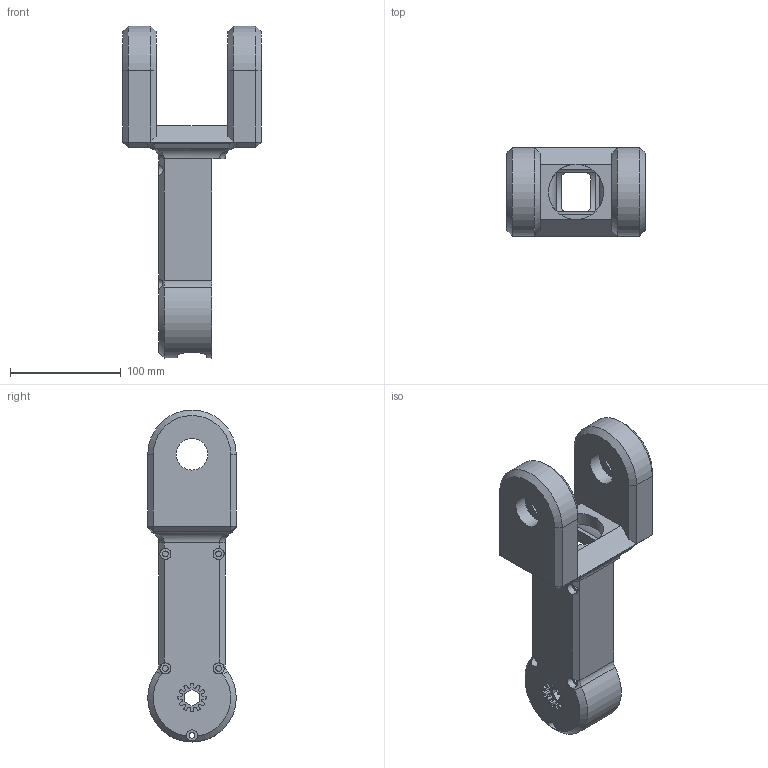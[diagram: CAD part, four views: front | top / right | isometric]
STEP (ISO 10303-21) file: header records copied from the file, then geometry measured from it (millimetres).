
FILE_DESCRIPTION(/* description */ ('STEP AP242 Edition 2','CAx-IF Rec.Pracs.---Representation and Presentation of Product Manufacturing Information (PMI)---4.0---2014-10-13','CAx-IF Rec.Pracs.---3D Tessellated Geometry---0.4---2014-09-14','2;1','CAx-IF Rec.Pracs.---User Defined Attributes---1.5---2016-08-15'),/* implementation_level */ '2;1');
FILE_NAME(/* name */ '6959d2b71df1aa22cff66bd1',/* time_stamp */ '2026-01-04T02:38:47Z',/* author */ (''),/* organization */ (''),/* preprocessor_version */ 'ST-DEVELOPER v20',/* originating_system */ 'ONSHAPE BY PTC INC, 1.208',/* authorisation */ ' ');
FILE_SCHEMA (('AP242_MANAGED_MODEL_BASED_3D_ENGINEERING_MIM_LF { 1 0 10303 442 3 1 4 }'));
Length unit declared in the file: metre
Products named in the file (1): Part 1
Bounding box: 125 x 80 x 300 mm (x, y, z)
Volume: 740381.1 mm3; surface area: 139046.4 mm2
Topology: 1 solids, 1 shells, 209 faces, 546 edges, 350 vertices
Faces by surface type: plane 106, cylinder 88, cone 11, bspline 4
Full cylindrical faces by diameter (mm): 5.25 x5, 7 x5, 10 x5, 28.575 x4, 50 x1
Entity records: 6465 total; most frequent: CARTESIAN_POINT 1318, DIRECTION 1100, ORIENTED_EDGE 1030, EDGE_CURVE 515, AXIS2_PLACEMENT_3D 404, VERTEX_POINT 339, LINE 292, VECTOR 292
